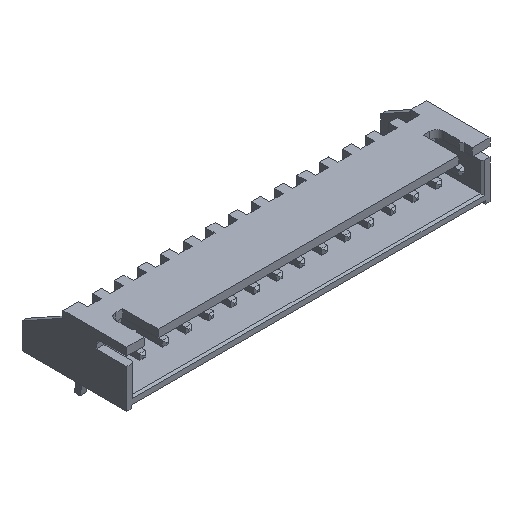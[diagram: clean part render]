
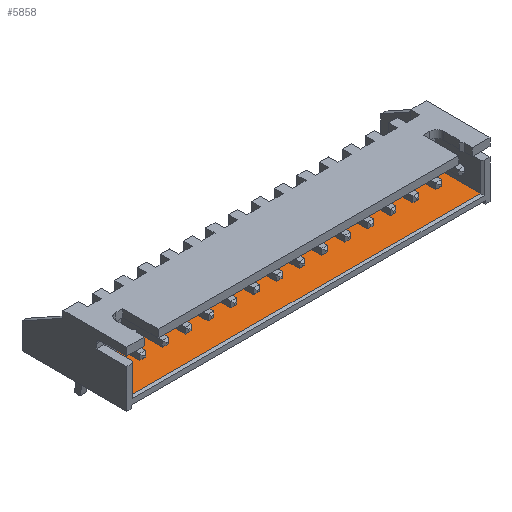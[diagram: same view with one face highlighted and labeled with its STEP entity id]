
A CAD part, isometric view. The second image highlights one B-rep face of the part: STEP entity #5858.
In plain terms, the highlighted planar face has unit normal (0, 0, 1).
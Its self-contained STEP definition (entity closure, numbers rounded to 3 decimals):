
#138 = PLANE('',#139);
#139 = AXIS2_PLACEMENT_3D('',#140,#141,#142);
#140 = CARTESIAN_POINT('',(36.6,-7.6,1.1));
#141 = DIRECTION('',(1.,0.,0.));
#142 = DIRECTION('',(0.,0.,1.));
#217 = PLANE('',#218);
#218 = AXIS2_PLACEMENT_3D('',#219,#220,#221);
#219 = CARTESIAN_POINT('',(-1.6,-7.5,1.));
#220 = DIRECTION('',(0.,-0.707,0.707)
);
#221 = DIRECTION('',(1.,0.,0.));
#479 = VERTEX_POINT('',#480);
#480 = CARTESIAN_POINT('',(36.6,-7.4,1.1));
#775 = EDGE_CURVE('',#479,#776,#778,.T.);
#776 = VERTEX_POINT('',#777);
#777 = CARTESIAN_POINT('',(36.6,-2.45,1.1));
#778 = SURFACE_CURVE('',#779,(#783,#790),.PCURVE_S1.);
#779 = LINE('',#780,#781);
#780 = CARTESIAN_POINT('',(36.6,-7.6,1.1));
#781 = VECTOR('',#782,1.);
#782 = DIRECTION('',(0.,1.,0.));
#783 = PCURVE('',#138,#784);
#784 = DEFINITIONAL_REPRESENTATION('',(#785),#789);
#785 = LINE('',#786,#787);
#786 = CARTESIAN_POINT('',(0.,0.));
#787 = VECTOR('',#788,1.);
#788 = DIRECTION('',(0.,-1.));
#789 = ( GEOMETRIC_REPRESENTATION_CONTEXT(2)
PARAMETRIC_REPRESENTATION_CONTEXT() REPRESENTATION_CONTEXT('2D SPACE',''
) );
#790 = PCURVE('',#791,#796);
#791 = PLANE('',#792);
#792 = AXIS2_PLACEMENT_3D('',#793,#794,#795);
#793 = CARTESIAN_POINT('',(-1.6,-7.6,1.1));
#794 = DIRECTION('',(0.,0.,-1.));
#795 = DIRECTION('',(1.,0.,0.));
#796 = DEFINITIONAL_REPRESENTATION('',(#797),#801);
#797 = LINE('',#798,#799);
#798 = CARTESIAN_POINT('',(38.2,0.));
#799 = VECTOR('',#800,1.);
#800 = DIRECTION('',(0.,-1.));
#801 = ( GEOMETRIC_REPRESENTATION_CONTEXT(2)
PARAMETRIC_REPRESENTATION_CONTEXT() REPRESENTATION_CONTEXT('2D SPACE',''
) );
#819 = PLANE('',#820);
#820 = AXIS2_PLACEMENT_3D('',#821,#822,#823);
#821 = CARTESIAN_POINT('',(36.6,-2.45,5.25));
#822 = DIRECTION('',(0.,1.,0.));
#823 = DIRECTION('',(1.,0.,-0.));
#928 = VERTEX_POINT('',#929);
#929 = CARTESIAN_POINT('',(-1.6,-7.4,1.1));
#952 = EDGE_CURVE('',#928,#479,#953,.T.);
#953 = SURFACE_CURVE('',#954,(#958,#965),.PCURVE_S1.);
#954 = LINE('',#955,#956);
#955 = CARTESIAN_POINT('',(-1.6,-7.4,1.1));
#956 = VECTOR('',#957,1.);
#957 = DIRECTION('',(1.,0.,0.));
#958 = PCURVE('',#217,#959);
#959 = DEFINITIONAL_REPRESENTATION('',(#960),#964);
#960 = LINE('',#961,#962);
#961 = CARTESIAN_POINT('',(0.,0.141));
#962 = VECTOR('',#963,1.);
#963 = DIRECTION('',(1.,0.));
#964 = ( GEOMETRIC_REPRESENTATION_CONTEXT(2)
PARAMETRIC_REPRESENTATION_CONTEXT() REPRESENTATION_CONTEXT('2D SPACE',''
) );
#965 = PCURVE('',#791,#966);
#966 = DEFINITIONAL_REPRESENTATION('',(#967),#971);
#967 = LINE('',#968,#969);
#968 = CARTESIAN_POINT('',(0.,-0.2));
#969 = VECTOR('',#970,1.);
#970 = DIRECTION('',(1.,0.));
#971 = ( GEOMETRIC_REPRESENTATION_CONTEXT(2)
PARAMETRIC_REPRESENTATION_CONTEXT() REPRESENTATION_CONTEXT('2D SPACE',''
) );
#1015 = PLANE('',#1016);
#1016 = AXIS2_PLACEMENT_3D('',#1017,#1018,#1019);
#1017 = CARTESIAN_POINT('',(-1.6,-7.6,5.25));
#1018 = DIRECTION('',(-1.,0.,0.));
#1019 = DIRECTION('',(0.,0.,-1.));
#5858 = ADVANCED_FACE('',(#5859),#791,.F.);
#5859 = FACE_BOUND('',#5860,.F.);
#5860 = EDGE_LOOP('',(#5861,#5884,#5905,#5906));
#5861 = ORIENTED_EDGE('',*,*,#5862,.T.);
#5862 = EDGE_CURVE('',#928,#5863,#5865,.T.);
#5863 = VERTEX_POINT('',#5864);
#5864 = CARTESIAN_POINT('',(-1.6,-2.45,1.1));
#5865 = SURFACE_CURVE('',#5866,(#5870,#5877),.PCURVE_S1.);
#5866 = LINE('',#5867,#5868);
#5867 = CARTESIAN_POINT('',(-1.6,-7.6,1.1));
#5868 = VECTOR('',#5869,1.);
#5869 = DIRECTION('',(0.,1.,0.));
#5870 = PCURVE('',#791,#5871);
#5871 = DEFINITIONAL_REPRESENTATION('',(#5872),#5876);
#5872 = LINE('',#5873,#5874);
#5873 = CARTESIAN_POINT('',(0.,0.));
#5874 = VECTOR('',#5875,1.);
#5875 = DIRECTION('',(0.,-1.));
#5876 = ( GEOMETRIC_REPRESENTATION_CONTEXT(2)
PARAMETRIC_REPRESENTATION_CONTEXT() REPRESENTATION_CONTEXT('2D SPACE',''
) );
#5877 = PCURVE('',#1015,#5878);
#5878 = DEFINITIONAL_REPRESENTATION('',(#5879),#5883);
#5879 = LINE('',#5880,#5881);
#5880 = CARTESIAN_POINT('',(4.15,0.));
#5881 = VECTOR('',#5882,1.);
#5882 = DIRECTION('',(0.,-1.));
#5883 = ( GEOMETRIC_REPRESENTATION_CONTEXT(2)
PARAMETRIC_REPRESENTATION_CONTEXT() REPRESENTATION_CONTEXT('2D SPACE',''
) );
#5884 = ORIENTED_EDGE('',*,*,#5885,.T.);
#5885 = EDGE_CURVE('',#5863,#776,#5886,.T.);
#5886 = SURFACE_CURVE('',#5887,(#5891,#5898),.PCURVE_S1.);
#5887 = LINE('',#5888,#5889);
#5888 = CARTESIAN_POINT('',(-1.6,-2.45,1.1));
#5889 = VECTOR('',#5890,1.);
#5890 = DIRECTION('',(1.,0.,0.));
#5891 = PCURVE('',#791,#5892);
#5892 = DEFINITIONAL_REPRESENTATION('',(#5893),#5897);
#5893 = LINE('',#5894,#5895);
#5894 = CARTESIAN_POINT('',(0.,-5.15));
#5895 = VECTOR('',#5896,1.);
#5896 = DIRECTION('',(1.,0.));
#5897 = ( GEOMETRIC_REPRESENTATION_CONTEXT(2)
PARAMETRIC_REPRESENTATION_CONTEXT() REPRESENTATION_CONTEXT('2D SPACE',''
) );
#5898 = PCURVE('',#819,#5899);
#5899 = DEFINITIONAL_REPRESENTATION('',(#5900),#5904);
#5900 = LINE('',#5901,#5902);
#5901 = CARTESIAN_POINT('',(-38.2,4.15));
#5902 = VECTOR('',#5903,1.);
#5903 = DIRECTION('',(1.,0.));
#5904 = ( GEOMETRIC_REPRESENTATION_CONTEXT(2)
PARAMETRIC_REPRESENTATION_CONTEXT() REPRESENTATION_CONTEXT('2D SPACE',''
) );
#5905 = ORIENTED_EDGE('',*,*,#775,.F.);
#5906 = ORIENTED_EDGE('',*,*,#952,.F.);
